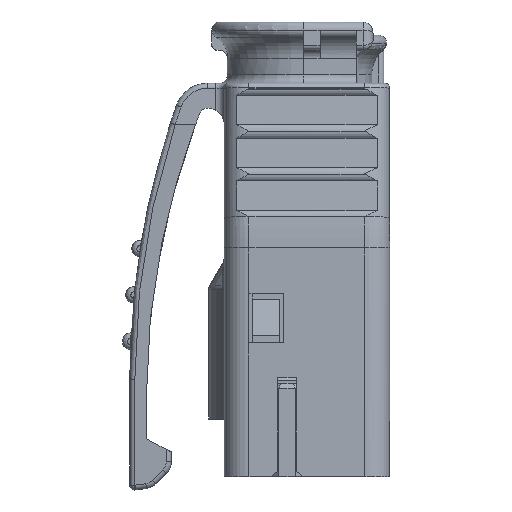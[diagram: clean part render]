
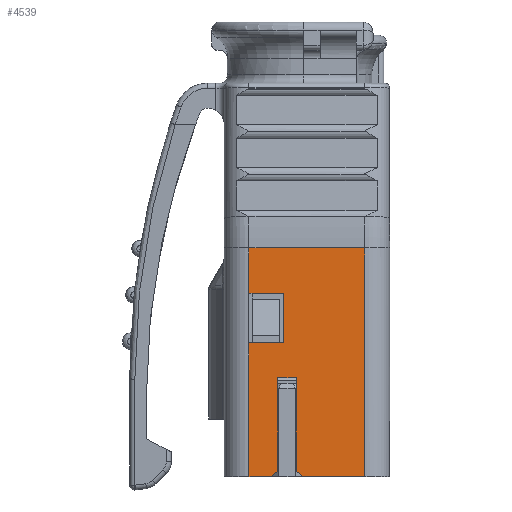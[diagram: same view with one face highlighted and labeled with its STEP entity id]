
A CAD part, left-side view. The second image highlights one B-rep face of the part: STEP entity #4539.
In plain terms, the highlighted planar face has unit normal (-1, 0, 0).
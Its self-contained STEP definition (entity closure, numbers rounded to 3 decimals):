
#4483=AXIS2_PLACEMENT_3D('Plane Axis2P3D',#4480,#4481,#4482) ;
#1739=CARTESIAN_POINT('Vertex',(0.,8.5,8.892)) ;
#1742=CARTESIAN_POINT('Line Origine',(0.,7.45,8.892)) ;
#1746=CARTESIAN_POINT('Vertex',(0.,6.4,8.892)) ;
#1785=CARTESIAN_POINT('Line Origine',(0.,6.4,10.392)) ;
#1789=CARTESIAN_POINT('Vertex',(0.,6.4,11.892)) ;
#1815=CARTESIAN_POINT('Line Origine',(0.,7.45,11.892)) ;
#1819=CARTESIAN_POINT('Vertex',(0.,8.5,11.892)) ;
#1844=CARTESIAN_POINT('Vertex',(0.,5.65,1.133)) ;
#1847=CARTESIAN_POINT('Line Origine',(0.,5.65,3.962)) ;
#1851=CARTESIAN_POINT('Vertex',(0.,5.65,6.792)) ;
#1872=CARTESIAN_POINT('Line Origine',(0.,6.2,6.792)) ;
#1876=CARTESIAN_POINT('Vertex',(0.,6.75,6.792)) ;
#1899=CARTESIAN_POINT('Line Origine',(0.,6.75,3.962)) ;
#1903=CARTESIAN_POINT('Vertex',(0.,6.75,1.133)) ;
#2157=CARTESIAN_POINT('Vertex',(0.,7.232,0.792)) ;
#2165=CARTESIAN_POINT('Line Origine',(0.,6.991,0.962)) ;
#4462=CARTESIAN_POINT('Vertex',(0.,5.168,0.792)) ;
#4465=CARTESIAN_POINT('Line Origine',(0.,5.409,0.962)) ;
#4480=CARTESIAN_POINT('Axis2P3D Location',(0.,10.,-9.208)) ;
#4485=CARTESIAN_POINT('Line Origine',(0.,7.866,0.792)) ;
#4489=CARTESIAN_POINT('Vertex',(0.,8.5,0.792)) ;
#4492=CARTESIAN_POINT('Line Origine',(0.,3.334,0.792)) ;
#4496=CARTESIAN_POINT('Vertex',(0.,1.5,0.792)) ;
#4499=CARTESIAN_POINT('Line Origine',(0.,1.5,7.711)) ;
#4503=CARTESIAN_POINT('Vertex',(0.,1.5,14.631)) ;
#4506=CARTESIAN_POINT('Line Origine',(0.,5.,14.631)) ;
#4510=CARTESIAN_POINT('Vertex',(0.,8.5,14.631)) ;
#4513=CARTESIAN_POINT('Line Origine',(0.,8.5,13.261)) ;
#4518=CARTESIAN_POINT('Line Origine',(0.,8.5,4.842)) ;
#1743=DIRECTION('Vector Direction',(0.,-1.,0.)) ;
#1786=DIRECTION('Vector Direction',(0.,0.,1.)) ;
#1816=DIRECTION('Vector Direction',(0.,1.,0.)) ;
#1848=DIRECTION('Vector Direction',(0.,0.,-1.)) ;
#1873=DIRECTION('Vector Direction',(0.,1.,0.)) ;
#1900=DIRECTION('Vector Direction',(0.,0.,-1.)) ;
#2166=DIRECTION('Vector Direction',(0.,-0.816,0.577)) ;
#4466=DIRECTION('Vector Direction',(0.,-0.816,-0.577)) ;
#4481=DIRECTION('Axis2P3D Direction',(-1.,0.,0.)) ;
#4482=DIRECTION('Axis2P3D XDirection',(0.,1.,0.)) ;
#4486=DIRECTION('Vector Direction',(0.,-1.,0.)) ;
#4493=DIRECTION('Vector Direction',(0.,-1.,0.)) ;
#4500=DIRECTION('Vector Direction',(0.,0.,1.)) ;
#4507=DIRECTION('Vector Direction',(0.,1.,0.)) ;
#4514=DIRECTION('Vector Direction',(0.,0.,-1.)) ;
#4519=DIRECTION('Vector Direction',(0.,0.,-1.)) ;
#1744=VECTOR('Line Direction',#1743,1.) ;
#1787=VECTOR('Line Direction',#1786,1.) ;
#1817=VECTOR('Line Direction',#1816,1.) ;
#1849=VECTOR('Line Direction',#1848,1.) ;
#1874=VECTOR('Line Direction',#1873,1.) ;
#1901=VECTOR('Line Direction',#1900,1.) ;
#2167=VECTOR('Line Direction',#2166,1.) ;
#4467=VECTOR('Line Direction',#4466,1.) ;
#4487=VECTOR('Line Direction',#4486,1.) ;
#4494=VECTOR('Line Direction',#4493,1.) ;
#4501=VECTOR('Line Direction',#4500,1.) ;
#4508=VECTOR('Line Direction',#4507,1.) ;
#4515=VECTOR('Line Direction',#4514,1.) ;
#4520=VECTOR('Line Direction',#4519,1.) ;
#4524=ORIENTED_EDGE('',*,*,#4491,.T.) ;
#4525=ORIENTED_EDGE('',*,*,#2169,.T.) ;
#4526=ORIENTED_EDGE('',*,*,#1905,.F.) ;
#4527=ORIENTED_EDGE('',*,*,#1878,.F.) ;
#4528=ORIENTED_EDGE('',*,*,#1853,.T.) ;
#4529=ORIENTED_EDGE('',*,*,#4469,.T.) ;
#4530=ORIENTED_EDGE('',*,*,#4498,.T.) ;
#4531=ORIENTED_EDGE('',*,*,#4505,.T.) ;
#4532=ORIENTED_EDGE('',*,*,#4512,.T.) ;
#4533=ORIENTED_EDGE('',*,*,#4517,.T.) ;
#4534=ORIENTED_EDGE('',*,*,#1821,.F.) ;
#4535=ORIENTED_EDGE('',*,*,#1791,.F.) ;
#4536=ORIENTED_EDGE('',*,*,#1748,.F.) ;
#4537=ORIENTED_EDGE('',*,*,#4522,.T.) ;
#4539=ADVANCED_FACE('Hauptk\X2\00F6\X0\rper',(#4538),#4484,.T.) ;
#1748=EDGE_CURVE('',#1740,#1747,#1745,.T.) ;
#1791=EDGE_CURVE('',#1747,#1790,#1788,.T.) ;
#1821=EDGE_CURVE('',#1790,#1820,#1818,.T.) ;
#1853=EDGE_CURVE('',#1852,#1845,#1850,.T.) ;
#1878=EDGE_CURVE('',#1852,#1877,#1875,.T.) ;
#1905=EDGE_CURVE('',#1877,#1904,#1902,.T.) ;
#2169=EDGE_CURVE('',#2158,#1904,#2168,.T.) ;
#4469=EDGE_CURVE('',#1845,#4463,#4468,.T.) ;
#4491=EDGE_CURVE('',#4490,#2158,#4488,.T.) ;
#4498=EDGE_CURVE('',#4463,#4497,#4495,.T.) ;
#4505=EDGE_CURVE('',#4497,#4504,#4502,.T.) ;
#4512=EDGE_CURVE('',#4504,#4511,#4509,.T.) ;
#4517=EDGE_CURVE('',#4511,#1820,#4516,.T.) ;
#4522=EDGE_CURVE('',#1740,#4490,#4521,.T.) ;
#4523=EDGE_LOOP('',(#4524,#4525,#4526,#4527,#4528,#4529,#4530,#4531,#4532,#4533,#4534,#4535,#4536,#4537)) ;
#4538=FACE_OUTER_BOUND('',#4523,.T.) ;
#1745=LINE('Line',#1742,#1744) ;
#1788=LINE('Line',#1785,#1787) ;
#1818=LINE('Line',#1815,#1817) ;
#1850=LINE('Line',#1847,#1849) ;
#1875=LINE('Line',#1872,#1874) ;
#1902=LINE('Line',#1899,#1901) ;
#2168=LINE('Line',#2165,#2167) ;
#4468=LINE('Line',#4465,#4467) ;
#4488=LINE('Line',#4485,#4487) ;
#4495=LINE('Line',#4492,#4494) ;
#4502=LINE('Line',#4499,#4501) ;
#4509=LINE('Line',#4506,#4508) ;
#4516=LINE('Line',#4513,#4515) ;
#4521=LINE('Line',#4518,#4520) ;
#4484=PLANE('',#4483) ;
#1740=VERTEX_POINT('',#1739) ;
#1747=VERTEX_POINT('',#1746) ;
#1790=VERTEX_POINT('',#1789) ;
#1820=VERTEX_POINT('',#1819) ;
#1845=VERTEX_POINT('',#1844) ;
#1852=VERTEX_POINT('',#1851) ;
#1877=VERTEX_POINT('',#1876) ;
#1904=VERTEX_POINT('',#1903) ;
#2158=VERTEX_POINT('',#2157) ;
#4463=VERTEX_POINT('',#4462) ;
#4490=VERTEX_POINT('',#4489) ;
#4497=VERTEX_POINT('',#4496) ;
#4504=VERTEX_POINT('',#4503) ;
#4511=VERTEX_POINT('',#4510) ;
